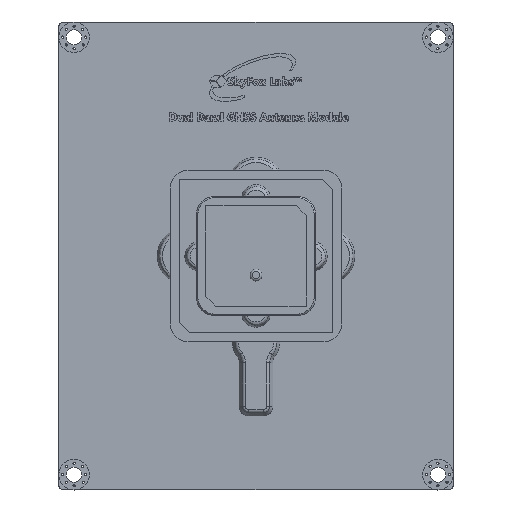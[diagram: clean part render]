
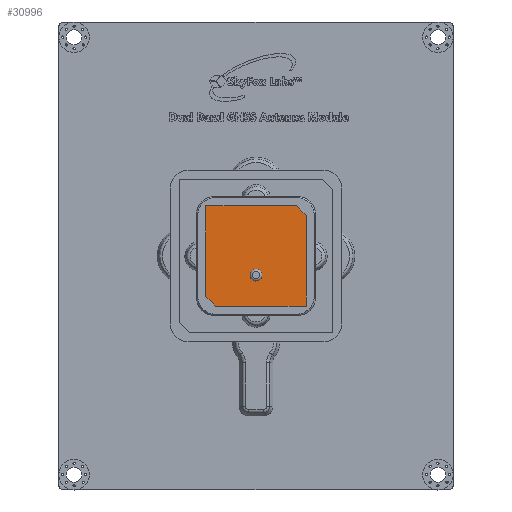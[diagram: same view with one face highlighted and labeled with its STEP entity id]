
A CAD part, top view. The second image highlights one B-rep face of the part: STEP entity #30996.
In plain terms, the highlighted face is planar.
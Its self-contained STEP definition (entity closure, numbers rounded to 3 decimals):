
#157=FACE_BOUND('',#11829,.T.);
#406=LINE('',#43002,#4555);
#407=LINE('',#43004,#4556);
#408=LINE('',#43006,#4557);
#409=LINE('',#43008,#4558);
#410=LINE('',#43010,#4559);
#411=LINE('',#43011,#4560);
#4555=VECTOR('',#34853,10.);
#4556=VECTOR('',#34854,10.);
#4557=VECTOR('',#34855,10.);
#4558=VECTOR('',#34856,10.);
#4559=VECTOR('',#34857,10.);
#4560=VECTOR('',#34858,10.);
#8704=PLANE('',#32876);
#10182=FACE_OUTER_BOUND('',#11828,.T.);
#11828=EDGE_LOOP('',(#21814,#21815,#21816,#21817,#21818,#21819));
#11829=EDGE_LOOP('',(#21820));
#13634=CIRCLE('',#32810,1.25);
#14044=VERTEX_POINT('',#42973);
#14055=VERTEX_POINT('',#43000);
#14056=VERTEX_POINT('',#43001);
#14057=VERTEX_POINT('',#43003);
#14058=VERTEX_POINT('',#43005);
#14059=VERTEX_POINT('',#43007);
#14060=VERTEX_POINT('',#43009);
#17070=EDGE_CURVE('',#14044,#14044,#13634,.T.);
#17083=EDGE_CURVE('',#14055,#14056,#406,.T.);
#17084=EDGE_CURVE('',#14057,#14055,#407,.T.);
#17085=EDGE_CURVE('',#14058,#14057,#408,.T.);
#17086=EDGE_CURVE('',#14059,#14058,#409,.T.);
#17087=EDGE_CURVE('',#14060,#14059,#410,.T.);
#17088=EDGE_CURVE('',#14056,#14060,#411,.T.);
#21814=ORIENTED_EDGE('',*,*,#17088,.T.);
#21815=ORIENTED_EDGE('',*,*,#17087,.T.);
#21816=ORIENTED_EDGE('',*,*,#17086,.T.);
#21817=ORIENTED_EDGE('',*,*,#17085,.T.);
#21818=ORIENTED_EDGE('',*,*,#17084,.T.);
#21819=ORIENTED_EDGE('',*,*,#17083,.T.);
#21820=ORIENTED_EDGE('',*,*,#17070,.T.);
#30996=ADVANCED_FACE('',(#10182,#157),#8704,.T.);
#32810=AXIS2_PLACEMENT_3D('',#42975,#34827,#34828);
#32876=AXIS2_PLACEMENT_3D('',#43179,#35035,#35036);
#34827=DIRECTION('center_axis',(0.,-1.,0.));
#34828=DIRECTION('ref_axis',(0.,0.,1.));
#34853=DIRECTION('',(-1.,0.,0.));
#34854=DIRECTION('',(-0.707,0.,-0.707));
#34855=DIRECTION('',(0.,0.,-1.));
#34856=DIRECTION('',(1.,0.,0.));
#34857=DIRECTION('',(0.707,0.,0.707));
#34858=DIRECTION('',(0.,0.,1.));
#35035=DIRECTION('center_axis',(0.,1.,0.));
#35036=DIRECTION('ref_axis',(0.,0.,1.));
#42973=CARTESIAN_POINT('',(18.,7.162,-15.25));
#42975=CARTESIAN_POINT('Origin',(18.,7.162,-14.));
#43000=CARTESIAN_POINT('',(26.5,7.162,-28.5));
#43001=CARTESIAN_POINT('',(7.5,7.162,-28.5));
#43002=CARTESIAN_POINT('',(26.5,7.162,-28.5));
#43003=CARTESIAN_POINT('',(28.5,7.162,-26.5));
#43004=CARTESIAN_POINT('',(28.5,7.162,-26.5));
#43005=CARTESIAN_POINT('',(28.5,7.162,-7.5));
#43006=CARTESIAN_POINT('',(28.5,7.162,-7.5));
#43007=CARTESIAN_POINT('',(9.5,7.162,-7.5));
#43008=CARTESIAN_POINT('',(9.5,7.162,-7.5));
#43009=CARTESIAN_POINT('',(7.5,7.162,-9.5));
#43010=CARTESIAN_POINT('',(7.5,7.162,-9.5));
#43011=CARTESIAN_POINT('',(7.5,7.162,-28.5));
#43179=CARTESIAN_POINT('Origin',(14.779,7.162,-20.592));
